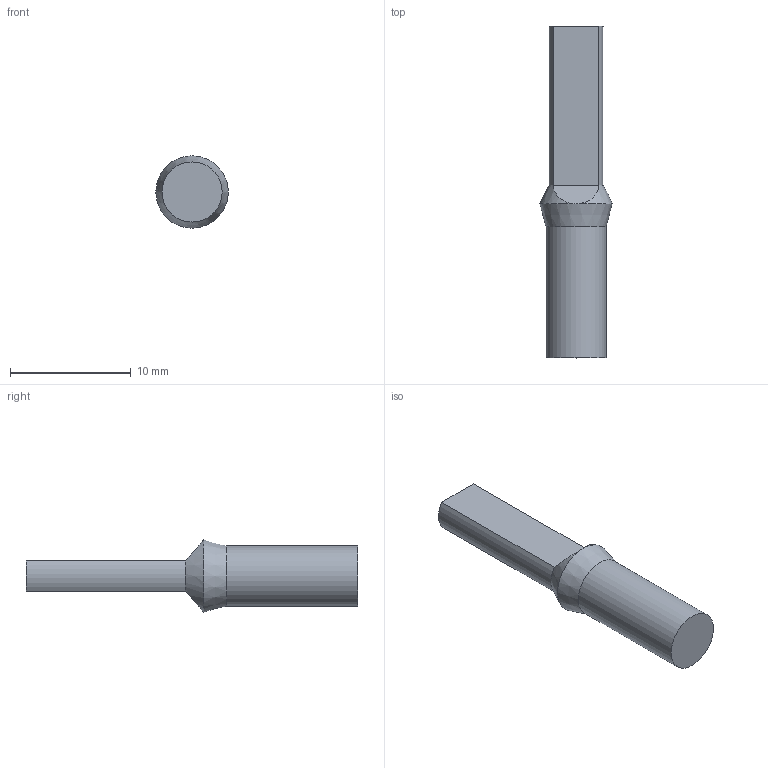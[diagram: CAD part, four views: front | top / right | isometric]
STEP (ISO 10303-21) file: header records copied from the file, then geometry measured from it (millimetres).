
FILE_DESCRIPTION(/* description */ ('TL Series - Fully Illuminated Toggles - 17.5 mm toggle-'),/* implementation_level */ '2;1');
FILE_NAME(/* name */ 'tl5CC-17_5mmtoggle.ipt.step',/* time_stamp */ '2014-01-07T11:08:13-08:00',/* author */ ('Cadenas PARTsolutions'),/* organization */ ('NKKSWITCHES'),/* preprocessor_version */ 'ST-DEVELOPER v15.2',/* originating_system */ 'Autodesk Inventor 2014',/* authorisation */ '');
FILE_SCHEMA (('AUTOMOTIVE_DESIGN { 1 0 10303 214 3 1 1 }'));
Length unit declared in the file: inch
Products named in the file (1): tl5CC-17_5mmtoggle
Bounding box: 5.98 x 27.51 x 5.99 mm (x, y, z)
Volume: 426.8 mm3; surface area: 433.6 mm2
Topology: 1 solids, 1 shells, 12 faces, 29 edges, 19 vertices
Faces by surface type: plane 6, cylinder 3, bspline 2, cone 1
Full cylindrical faces by diameter (mm): 4.978 x1
Entity records: 419 total; most frequent: CARTESIAN_POINT 141, ORIENTED_EDGE 52, DIRECTION 50, EDGE_CURVE 26, AXIS2_PLACEMENT_3D 21, VERTEX_POINT 18, EDGE_LOOP 14, FACE_OUTER_BOUND 12
